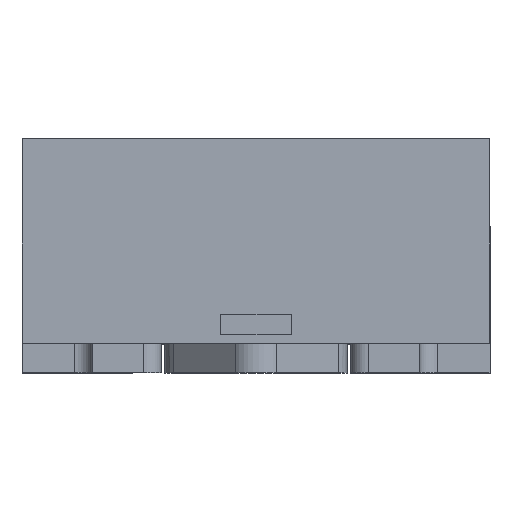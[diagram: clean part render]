
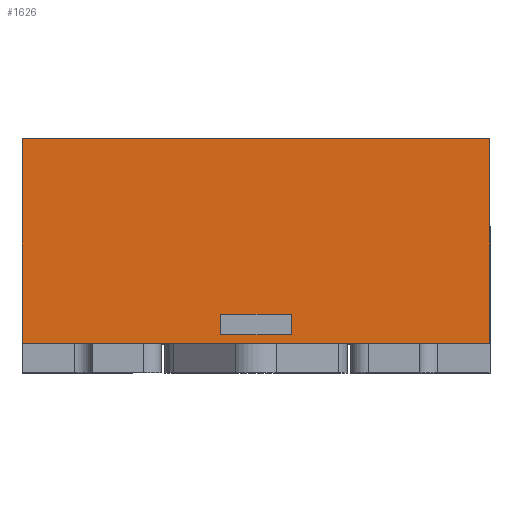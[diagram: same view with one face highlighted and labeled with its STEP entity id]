
A CAD part, top view. The second image highlights one B-rep face of the part: STEP entity #1626.
In plain terms, the highlighted planar face has unit normal (0, 0, 1).
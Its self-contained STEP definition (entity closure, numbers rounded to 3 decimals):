
#239 = DIRECTION ( 'NONE',  ( 0., -1., 0. ) ) ;
#250 = DIRECTION ( 'NONE',  ( 0., 1., 0. ) ) ;
#309 = ORIENTED_EDGE ( 'NONE', *, *, #803, .F. ) ;
#453 = PLANE ( 'NONE',  #3775 ) ;
#515 = EDGE_CURVE ( 'NONE', #1193, #927, #994, .T. ) ;
#526 = LINE ( 'NONE', #3128, #3015 ) ;
#588 = LINE ( 'NONE', #2801, #3141 ) ;
#796 = DIRECTION ( 'NONE',  ( 1., 0., 0. ) ) ;
#803 = EDGE_CURVE ( 'NONE', #4147, #862, #588, .T. ) ;
#860 = ORIENTED_EDGE ( 'NONE', *, *, #2750, .F. ) ;
#862 = VERTEX_POINT ( 'NONE', #3998 ) ;
#927 = VERTEX_POINT ( 'NONE', #1513 ) ;
#958 = VERTEX_POINT ( 'NONE', #2091 ) ;
#994 = LINE ( 'NONE', #2880, #3546 ) ;
#1045 = ORIENTED_EDGE ( 'NONE', *, *, #2166, .F. ) ;
#1168 = LINE ( 'NONE', #2784, #2244 ) ;
#1193 = VERTEX_POINT ( 'NONE', #2817 ) ;
#1229 = VECTOR ( 'NONE', #2722, 1000. ) ;
#1248 = ORIENTED_EDGE ( 'NONE', *, *, #3099, .T. ) ;
#1259 = CARTESIAN_POINT ( 'NONE',  ( 0.4, 0.05, 0.4 ) ) ;
#1284 = LINE ( 'NONE', #3626, #3217 ) ;
#1378 = VECTOR ( 'NONE', #239, 1000. ) ;
#1390 = CARTESIAN_POINT ( 'NONE',  ( -0.06, 0.1, 0.4 ) ) ;
#1398 = VERTEX_POINT ( 'NONE', #3198 ) ;
#1513 = CARTESIAN_POINT ( 'NONE',  ( 0.06, 0.065, 0.4 ) ) ;
#1529 = LINE ( 'NONE', #2493, #4116 ) ;
#1535 = LINE ( 'NONE', #3800, #1378 ) ;
#1612 = EDGE_CURVE ( 'NONE', #862, #1398, #526, .T. ) ;
#1626 = ADVANCED_FACE ( 'NONE', ( #2476, #3381 ), #453, .T. ) ;
#1741 = CARTESIAN_POINT ( 'NONE',  ( -0.4, -1.131, 0.4 ) ) ;
#1764 = ORIENTED_EDGE ( 'NONE', *, *, #1612, .F. ) ;
#1836 = DIRECTION ( 'NONE',  ( 0., 1., 0. ) ) ;
#1945 = EDGE_LOOP ( 'NONE', ( #1045, #1248, #1764, #309 ) ) ;
#2004 = EDGE_CURVE ( 'NONE', #958, #2649, #1284, .T. ) ;
#2071 = CARTESIAN_POINT ( 'NONE',  ( -0.4, 0.05, 0.4 ) ) ;
#2091 = CARTESIAN_POINT ( 'NONE',  ( 0.06, 0.1, 0.4 ) ) ;
#2166 = EDGE_CURVE ( 'NONE', #4115, #4147, #3054, .T. ) ;
#2244 = VECTOR ( 'NONE', #1836, 1000. ) ;
#2278 = DIRECTION ( 'NONE',  ( 1., 0., 0. ) ) ;
#2279 = ORIENTED_EDGE ( 'NONE', *, *, #2694, .F. ) ;
#2355 = ORIENTED_EDGE ( 'NONE', *, *, #2004, .F. ) ;
#2412 = EDGE_LOOP ( 'NONE', ( #2279, #2355, #860, #2594 ) ) ;
#2431 = DIRECTION ( 'NONE',  ( 1., 0., 0. ) ) ;
#2476 = FACE_BOUND ( 'NONE', #2412, .T. ) ;
#2493 = CARTESIAN_POINT ( 'NONE',  ( 0.4, -1.131, 0.4 ) ) ;
#2594 = ORIENTED_EDGE ( 'NONE', *, *, #515, .F. ) ;
#2649 = VERTEX_POINT ( 'NONE', #1390 ) ;
#2694 = EDGE_CURVE ( 'NONE', #2649, #1193, #1535, .T. ) ;
#2722 = DIRECTION ( 'NONE',  ( -1., 0., 0. ) ) ;
#2750 = EDGE_CURVE ( 'NONE', #927, #958, #1168, .T. ) ;
#2784 = CARTESIAN_POINT ( 'NONE',  ( 0.06, 0.1, 0.4 ) ) ;
#2801 = CARTESIAN_POINT ( 'NONE',  ( -0.4, -1.131, 0.4 ) ) ;
#2817 = CARTESIAN_POINT ( 'NONE',  ( -0.06, 0.065, 0.4 ) ) ;
#2880 = CARTESIAN_POINT ( 'NONE',  ( -0.06, 0.065, 0.4 ) ) ;
#3015 = VECTOR ( 'NONE', #2431, 1000. ) ;
#3048 = DIRECTION ( 'NONE',  ( 0., 0., 1. ) ) ;
#3054 = LINE ( 'NONE', #3669, #1229 ) ;
#3099 = EDGE_CURVE ( 'NONE', #4115, #1398, #1529, .T. ) ;
#3128 = CARTESIAN_POINT ( 'NONE',  ( -0.4, 0.4, 0.4 ) ) ;
#3141 = VECTOR ( 'NONE', #250, 1000. ) ;
#3198 = CARTESIAN_POINT ( 'NONE',  ( 0.4, 0.4, 0.4 ) ) ;
#3217 = VECTOR ( 'NONE', #3978, 1000. ) ;
#3381 = FACE_OUTER_BOUND ( 'NONE', #1945, .T. ) ;
#3513 = DIRECTION ( 'NONE',  ( 0., 1., 0. ) ) ;
#3546 = VECTOR ( 'NONE', #2278, 1000. ) ;
#3626 = CARTESIAN_POINT ( 'NONE',  ( -0.06, 0.1, 0.4 ) ) ;
#3669 = CARTESIAN_POINT ( 'NONE',  ( -0.4, 0.05, 0.4 ) ) ;
#3775 = AXIS2_PLACEMENT_3D ( 'NONE', #1741, #3048, #796 ) ;
#3800 = CARTESIAN_POINT ( 'NONE',  ( -0.06, 0.1, 0.4 ) ) ;
#3978 = DIRECTION ( 'NONE',  ( -1., 0., 0. ) ) ;
#3998 = CARTESIAN_POINT ( 'NONE',  ( -0.4, 0.4, 0.4 ) ) ;
#4115 = VERTEX_POINT ( 'NONE', #1259 ) ;
#4116 = VECTOR ( 'NONE', #3513, 1000. ) ;
#4147 = VERTEX_POINT ( 'NONE', #2071 ) ;
